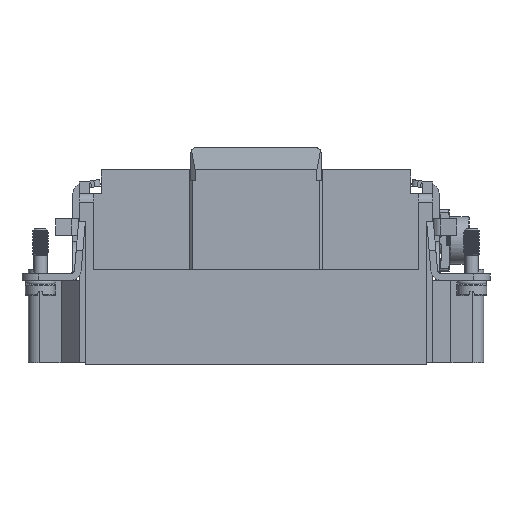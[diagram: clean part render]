
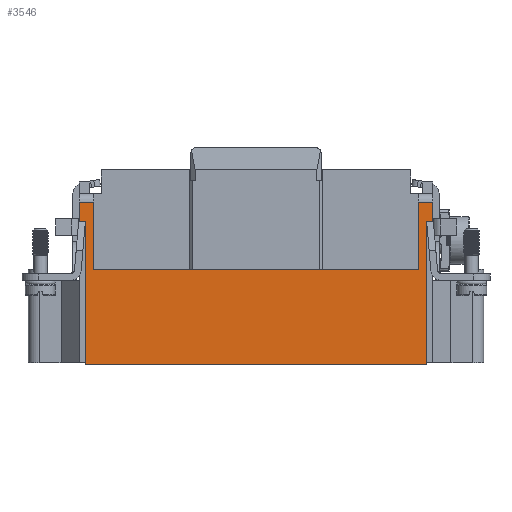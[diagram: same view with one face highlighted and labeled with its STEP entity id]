
A CAD part, front view. The second image highlights one B-rep face of the part: STEP entity #3546.
In plain terms, the highlighted planar face has unit normal (0, -1, 0).
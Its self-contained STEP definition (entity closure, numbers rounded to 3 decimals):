
#3546=ADVANCED_FACE('',(#5931),#5076,.F.);
#5076=PLANE('',#28347);
#5931=FACE_OUTER_BOUND('',#7102,.T.);
#7102=EDGE_LOOP('',(#11035,#11036,#11037,#11038,#11039,#11040,#11041,#11042,
#11043,#11044,#11045,#11046));
#11035=ORIENTED_EDGE('',*,*,#20877,.T.);
#11036=ORIENTED_EDGE('',*,*,#20878,.T.);
#11037=ORIENTED_EDGE('',*,*,#20391,.F.);
#11038=ORIENTED_EDGE('',*,*,#20433,.F.);
#11039=ORIENTED_EDGE('',*,*,#20879,.T.);
#11040=ORIENTED_EDGE('',*,*,#20880,.F.);
#11041=ORIENTED_EDGE('',*,*,#20881,.F.);
#11042=ORIENTED_EDGE('',*,*,#20354,.T.);
#11043=ORIENTED_EDGE('',*,*,#20310,.T.);
#11044=ORIENTED_EDGE('',*,*,#20882,.T.);
#11045=ORIENTED_EDGE('',*,*,#20883,.F.);
#11046=ORIENTED_EDGE('',*,*,#20796,.T.);
#17753=VERTEX_POINT('',#38933);
#17754=VERTEX_POINT('',#38935);
#17794=VERTEX_POINT('',#39022);
#17828=VERTEX_POINT('',#39096);
#17829=VERTEX_POINT('',#39098);
#17867=VERTEX_POINT('',#39180);
#18201=VERTEX_POINT('',#39949);
#18207=VERTEX_POINT('',#39961);
#18266=VERTEX_POINT('',#40118);
#18267=VERTEX_POINT('',#40121);
#18268=VERTEX_POINT('',#40123);
#18269=VERTEX_POINT('',#40126);
#20310=EDGE_CURVE('',#17754,#17753,#23978,.T.);
#20354=EDGE_CURVE('',#17794,#17754,#24020,.T.);
#20391=EDGE_CURVE('',#17828,#17829,#24056,.T.);
#20433=EDGE_CURVE('',#17867,#17828,#24095,.T.);
#20796=EDGE_CURVE('',#18201,#18207,#24302,.T.);
#20877=EDGE_CURVE('',#18207,#18266,#24382,.T.);
#20878=EDGE_CURVE('',#18266,#17829,#24383,.T.);
#20879=EDGE_CURVE('',#17867,#18267,#24384,.T.);
#20880=EDGE_CURVE('',#18268,#18267,#24385,.T.);
#20881=EDGE_CURVE('',#17794,#18268,#24386,.T.);
#20882=EDGE_CURVE('',#17753,#18269,#24387,.T.);
#20883=EDGE_CURVE('',#18201,#18269,#24388,.T.);
#23978=LINE('',#38934,#26034);
#24020=LINE('',#39021,#26076);
#24056=LINE('',#39097,#26112);
#24095=LINE('',#39181,#26151);
#24302=LINE('',#39962,#26358);
#24382=LINE('',#40117,#26438);
#24383=LINE('',#40119,#26439);
#24384=LINE('',#40120,#26440);
#24385=LINE('',#40122,#26441);
#24386=LINE('',#40124,#26442);
#24387=LINE('',#40125,#26443);
#24388=LINE('',#40127,#26444);
#26034=VECTOR('',#31019,1.);
#26076=VECTOR('',#31071,1.);
#26112=VECTOR('',#31117,1.);
#26151=VECTOR('',#31168,1.);
#26358=VECTOR('',#31843,1.);
#26438=VECTOR('',#31957,1.);
#26439=VECTOR('',#31958,1.);
#26440=VECTOR('',#31959,1.);
#26441=VECTOR('',#31960,1.);
#26442=VECTOR('',#31961,1.);
#26443=VECTOR('',#31962,1.);
#26444=VECTOR('',#31963,1.);
#28347=AXIS2_PLACEMENT_3D('',#40128,#31964,#31965);
#31019=DIRECTION('',(0.,0.,1.));
#31071=DIRECTION('',(1.,0.,0.));
#31117=DIRECTION('',(0.,0.,1.));
#31168=DIRECTION('',(-1.,0.,0.));
#31843=DIRECTION('',(-1.,0.,0.));
#31957=DIRECTION('',(0.,0.,1.));
#31958=DIRECTION('',(-1.,0.,0.));
#31959=DIRECTION('',(0.,0.,-1.));
#31960=DIRECTION('',(-1.,0.,0.));
#31961=DIRECTION('',(0.,0.,-1.));
#31962=DIRECTION('',(-1.,0.,0.));
#31963=DIRECTION('',(0.,0.,1.));
#31964=DIRECTION('',(0.,1.,0.));
#31965=DIRECTION('',(0.,0.,-1.));
#38933=CARTESIAN_POINT('',(31.75,-16.95,11.7));
#38934=CARTESIAN_POINT('',(31.75,-16.95,-2.2));
#38935=CARTESIAN_POINT('',(31.75,-16.95,8.2));
#39021=CARTESIAN_POINT('',(-29.2,-16.95,8.2));
#39022=CARTESIAN_POINT('',(30.55,-16.95,8.2));
#39096=CARTESIAN_POINT('',(-31.75,-16.95,8.2));
#39097=CARTESIAN_POINT('',(-31.75,-16.95,-2.2));
#39098=CARTESIAN_POINT('',(-31.75,-16.95,11.7));
#39180=CARTESIAN_POINT('',(-30.55,-16.95,8.2));
#39181=CARTESIAN_POINT('',(-29.2,-16.95,8.2));
#39949=CARTESIAN_POINT('',(29.2,-16.95,-0.5));
#39961=CARTESIAN_POINT('',(-29.2,-16.95,-0.5));
#39962=CARTESIAN_POINT('',(-24.8,-16.95,-0.5));
#40117=CARTESIAN_POINT('',(-29.2,-16.95,-2.2));
#40118=CARTESIAN_POINT('',(-29.2,-16.95,11.7));
#40119=CARTESIAN_POINT('',(-29.2,-16.95,11.7));
#40120=CARTESIAN_POINT('',(-30.55,-16.95,-0.7));
#40121=CARTESIAN_POINT('',(-30.55,-16.95,-17.5));
#40122=CARTESIAN_POINT('',(30.55,-16.95,-17.5));
#40123=CARTESIAN_POINT('',(30.55,-16.95,-17.5));
#40124=CARTESIAN_POINT('',(30.55,-16.95,-0.7));
#40125=CARTESIAN_POINT('',(29.2,-16.95,11.7));
#40126=CARTESIAN_POINT('',(29.2,-16.95,11.7));
#40127=CARTESIAN_POINT('',(29.2,-16.95,-2.2));
#40128=CARTESIAN_POINT('',(-29.2,-16.95,-2.2));
